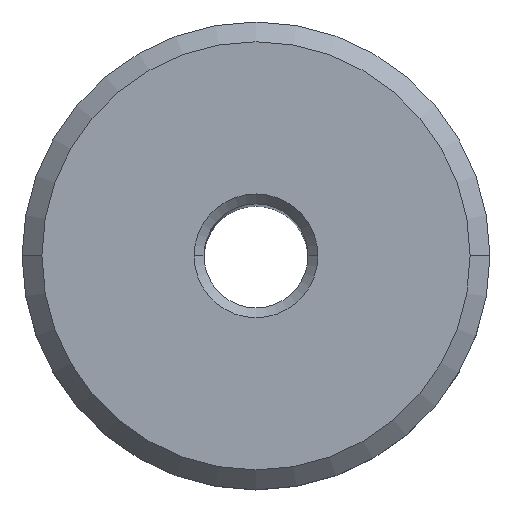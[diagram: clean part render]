
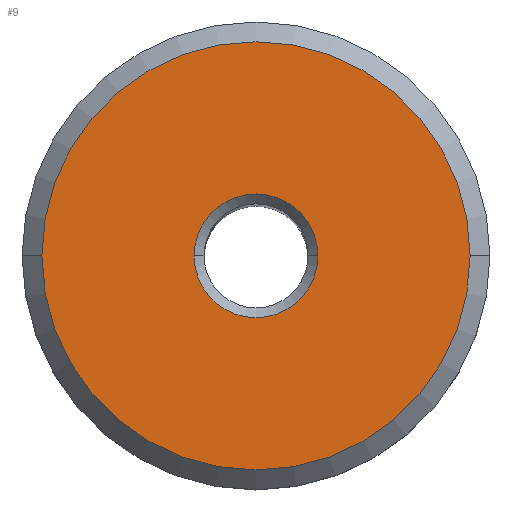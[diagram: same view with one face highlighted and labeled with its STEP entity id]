
A CAD part, top view. The second image highlights one B-rep face of the part: STEP entity #9.
In plain terms, the highlighted planar face has unit normal (0, 0, 1).
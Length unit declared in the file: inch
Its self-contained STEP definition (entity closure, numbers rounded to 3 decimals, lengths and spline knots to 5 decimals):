
#9 = ADVANCED_FACE ( 'NONE', ( #401, #1101 ), #352, .F. ) ;
#75 = AXIS2_PLACEMENT_3D ( 'NONE', #765, #758, #499 ) ;
#83 = DIRECTION ( 'NONE',  ( 0., 0., -1. ) ) ;
#86 = VERTEX_POINT ( 'NONE', #278 ) ;
#140 = DIRECTION ( 'NONE',  ( 0., 0., 1. ) ) ;
#152 = EDGE_CURVE ( 'NONE', #997, #855, #318, .T. ) ;
#165 = ORIENTED_EDGE ( 'NONE', *, *, #152, .T. ) ;
#190 = DIRECTION ( 'NONE',  ( -1., 0., 0. ) ) ;
#218 = CIRCLE ( 'NONE', #321, 0.32433 ) ;
#278 = CARTESIAN_POINT ( 'NONE',  ( 0.09374, 0., 0. ) ) ;
#318 = CIRCLE ( 'NONE', #735, 0.32433 ) ;
#321 = AXIS2_PLACEMENT_3D ( 'NONE', #368, #140, #715 ) ;
#326 = DIRECTION ( 'NONE',  ( -1., 0., 0. ) ) ;
#352 = PLANE ( 'NONE',  #653 ) ;
#368 = CARTESIAN_POINT ( 'NONE',  ( 0., 0., 0. ) ) ;
#401 = FACE_OUTER_BOUND ( 'NONE', #665, .T. ) ;
#406 = CARTESIAN_POINT ( 'NONE',  ( 0., 0., 0. ) ) ;
#425 = EDGE_CURVE ( 'NONE', #575, #86, #903, .T. ) ;
#429 = DIRECTION ( 'NONE',  ( 0., 0., -1. ) ) ;
#435 = CARTESIAN_POINT ( 'NONE',  ( 0., 0., 0. ) ) ;
#450 = AXIS2_PLACEMENT_3D ( 'NONE', #406, #83, #326 ) ;
#457 = DIRECTION ( 'NONE',  ( 0., 0., 1. ) ) ;
#463 = EDGE_LOOP ( 'NONE', ( #1092, #694 ) ) ;
#499 = DIRECTION ( 'NONE',  ( -1., 0., 0. ) ) ;
#535 = CARTESIAN_POINT ( 'NONE',  ( -0.09374, 0., 0. ) ) ;
#575 = VERTEX_POINT ( 'NONE', #535 ) ;
#653 = AXIS2_PLACEMENT_3D ( 'NONE', #874, #429, #190 ) ;
#665 = EDGE_LOOP ( 'NONE', ( #987, #165 ) ) ;
#693 = EDGE_CURVE ( 'NONE', #855, #997, #218, .T. ) ;
#694 = ORIENTED_EDGE ( 'NONE', *, *, #425, .T. ) ;
#715 = DIRECTION ( 'NONE',  ( -1., 0., 0. ) ) ;
#735 = AXIS2_PLACEMENT_3D ( 'NONE', #435, #457, #792 ) ;
#758 = DIRECTION ( 'NONE',  ( 0., 0., -1. ) ) ;
#765 = CARTESIAN_POINT ( 'NONE',  ( 0., 0., 0. ) ) ;
#790 = EDGE_CURVE ( 'NONE', #86, #575, #1046, .T. ) ;
#792 = DIRECTION ( 'NONE',  ( -1., 0., 0. ) ) ;
#855 = VERTEX_POINT ( 'NONE', #1099 ) ;
#874 = CARTESIAN_POINT ( 'NONE',  ( 0., 0.35433, 0. ) ) ;
#903 = CIRCLE ( 'NONE', #450, 0.09374 ) ;
#947 = CARTESIAN_POINT ( 'NONE',  ( 0.32433, 0., 0. ) ) ;
#987 = ORIENTED_EDGE ( 'NONE', *, *, #693, .T. ) ;
#997 = VERTEX_POINT ( 'NONE', #947 ) ;
#1046 = CIRCLE ( 'NONE', #75, 0.09374 ) ;
#1092 = ORIENTED_EDGE ( 'NONE', *, *, #790, .T. ) ;
#1099 = CARTESIAN_POINT ( 'NONE',  ( -0.32433, 0., 0. ) ) ;
#1101 = FACE_BOUND ( 'NONE', #463, .T. ) ;
